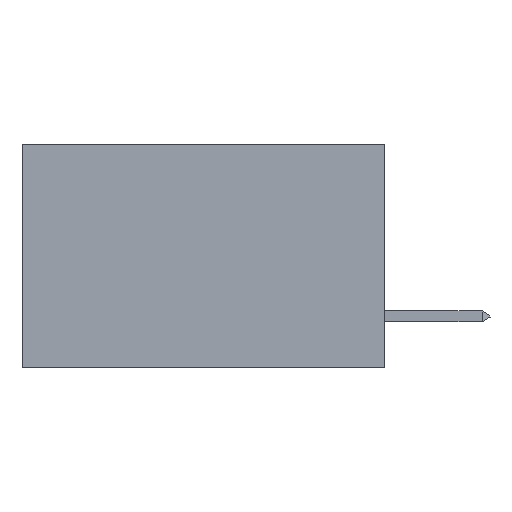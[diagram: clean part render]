
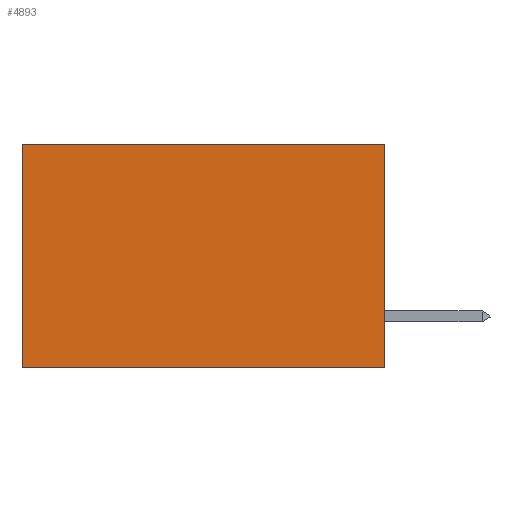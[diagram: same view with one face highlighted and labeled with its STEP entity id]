
A CAD part, left-side view. The second image highlights one B-rep face of the part: STEP entity #4893.
In plain terms, the highlighted planar face has unit normal (-1, 0, 0).
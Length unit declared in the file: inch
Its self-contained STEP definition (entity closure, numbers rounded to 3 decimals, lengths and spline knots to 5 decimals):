
#553 = CARTESIAN_POINT ( 'NONE',  ( 0.2875, 0., 0. ) ) ;
#646 = PLANE ( 'NONE',  #1179 ) ;
#675 = CARTESIAN_POINT ( 'NONE',  ( 0.2875, 0., 0. ) ) ;
#978 = ORIENTED_EDGE ( 'NONE', *, *, #4126, .F. ) ;
#1179 = AXIS2_PLACEMENT_3D ( 'NONE', #26488, #4568, #15440 ) ;
#2391 = EDGE_CURVE ( 'NONE', #10742, #20309, #17922, .T. ) ;
#2651 = ORIENTED_EDGE ( 'NONE', *, *, #35362, .F. ) ;
#2947 = ORIENTED_EDGE ( 'NONE', *, *, #18744, .T. ) ;
#3768 = ORIENTED_EDGE ( 'NONE', *, *, #2391, .T. ) ;
#3797 = CARTESIAN_POINT ( 'NONE',  ( 0.2875, 0.6, 0. ) ) ;
#4126 = EDGE_CURVE ( 'NONE', #10742, #32627, #14882, .T. ) ;
#4568 = DIRECTION ( 'NONE',  ( 1., 0., 0. ) ) ;
#4893 = ADVANCED_FACE ( 'NONE', ( #16597 ), #646, .F. ) ;
#5021 = VECTOR ( 'NONE', #22601, 39.37008 ) ;
#10409 = VECTOR ( 'NONE', #39117, 39.37008 ) ;
#10742 = VERTEX_POINT ( 'NONE', #553 ) ;
#14313 = CARTESIAN_POINT ( 'NONE',  ( 0.2875, 0.6, 0. ) ) ;
#14867 = VECTOR ( 'NONE', #29786, 39.37008 ) ;
#14882 = LINE ( 'NONE', #675, #5021 ) ;
#15434 = CARTESIAN_POINT ( 'NONE',  ( 0.2875, 0.6, -0.37 ) ) ;
#15440 = DIRECTION ( 'NONE',  ( 0., 0., -1. ) ) ;
#16205 = CARTESIAN_POINT ( 'NONE',  ( 0.2875, 0., 0. ) ) ;
#16597 = FACE_OUTER_BOUND ( 'NONE', #29504, .T. ) ;
#17922 = LINE ( 'NONE', #16205, #10409 ) ;
#18744 = EDGE_CURVE ( 'NONE', #20309, #40944, #20663, .T. ) ;
#19308 = VECTOR ( 'NONE', #47831, 39.37008 ) ;
#20309 = VERTEX_POINT ( 'NONE', #14313 ) ;
#20663 = LINE ( 'NONE', #3797, #14867 ) ;
#22601 = DIRECTION ( 'NONE',  ( 0., 0., -1. ) ) ;
#26488 = CARTESIAN_POINT ( 'NONE',  ( 0.2875, 0., 0. ) ) ;
#29504 = EDGE_LOOP ( 'NONE', ( #2947, #2651, #978, #3768 ) ) ;
#29786 = DIRECTION ( 'NONE',  ( 0., 0., -1. ) ) ;
#32627 = VERTEX_POINT ( 'NONE', #42463 ) ;
#33869 = LINE ( 'NONE', #36689, #19308 ) ;
#35362 = EDGE_CURVE ( 'NONE', #32627, #40944, #33869, .T. ) ;
#36689 = CARTESIAN_POINT ( 'NONE',  ( 0.2875, 0., -0.37 ) ) ;
#39117 = DIRECTION ( 'NONE',  ( 0., 1., 0. ) ) ;
#40944 = VERTEX_POINT ( 'NONE', #15434 ) ;
#42463 = CARTESIAN_POINT ( 'NONE',  ( 0.2875, 0., -0.37 ) ) ;
#47831 = DIRECTION ( 'NONE',  ( 0., 1., 0. ) ) ;
